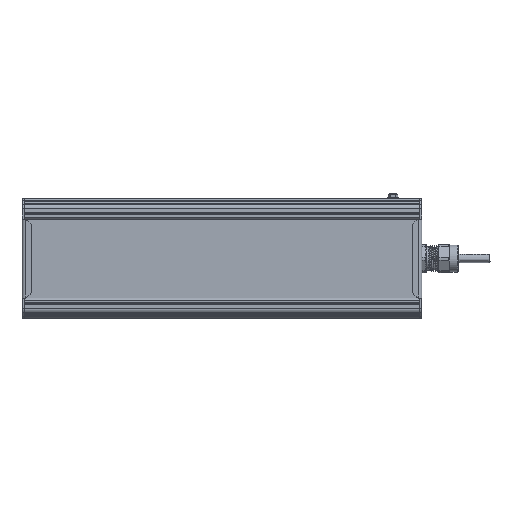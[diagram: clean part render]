
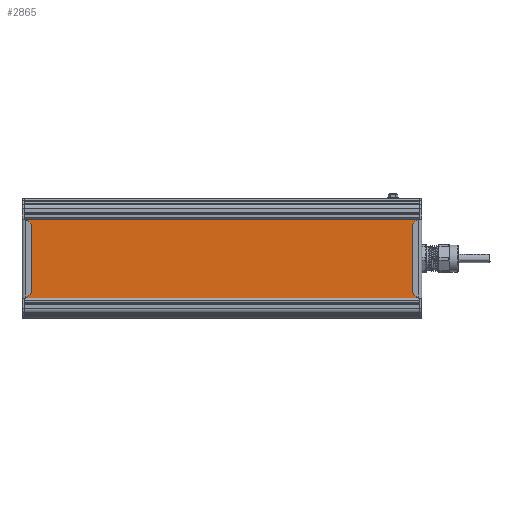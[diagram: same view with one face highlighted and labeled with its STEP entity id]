
A CAD part, front view. The second image highlights one B-rep face of the part: STEP entity #2865.
In plain terms, the highlighted face is planar.
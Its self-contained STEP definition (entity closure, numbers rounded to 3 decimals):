
#2865=ADVANCED_FACE('',(#9284),#9286,.T.);
#9284=FACE_BOUND('',#9285,.T.);
#9285=EDGE_LOOP('',(#31528,#31529,#31530,#31531));
#9286=PLANE('',#9287);
#9287=AXIS2_PLACEMENT_3D('',#9288,#9289,#9290);
#9288=CARTESIAN_POINT('',(120.465,593.492,117.308));
#9289=DIRECTION('',(0.,0.,-1.));
#9290=DIRECTION('',(0.,1.,0.));
#31528=ORIENTED_EDGE('',*,*,#35301,.T.);
#31529=ORIENTED_EDGE('',*,*,#35300,.T.);
#31530=ORIENTED_EDGE('',*,*,#35302,.F.);
#31531=ORIENTED_EDGE('',*,*,#35303,.F.);
#35300=EDGE_CURVE('',#38253,#38258,#38260,.T.);
#35301=EDGE_CURVE('',#38261,#38253,#38262,.T.);
#35302=EDGE_CURVE('',#38263,#38258,#38264,.T.);
#35303=EDGE_CURVE('',#38261,#38263,#38265,.T.);
#38253=VERTEX_POINT('',#48004);
#38258=VERTEX_POINT('',#48013);
#38260=LINE('',#48017,#48018);
#38261=VERTEX_POINT('',#48020);
#38262=LINE('',#48021,#48022);
#38263=VERTEX_POINT('',#48024);
#38264=LINE('',#48025,#48026);
#38265=LINE('',#48028,#48029);
#48004=CARTESIAN_POINT('',(120.465,679.838,117.308));
#48013=CARTESIAN_POINT('',(491.465,679.838,117.308));
#48017=CARTESIAN_POINT('',(120.465,679.838,117.308));
#48018=VECTOR('',#48019,1.);
#48019=DIRECTION('',(1.,0.,0.));
#48020=CARTESIAN_POINT('',(120.465,593.492,117.308));
#48021=CARTESIAN_POINT('',(120.465,593.492,117.308));
#48022=VECTOR('',#48023,1.);
#48023=DIRECTION('',(0.,1.,0.));
#48024=CARTESIAN_POINT('',(491.465,593.492,117.308));
#48025=CARTESIAN_POINT('',(491.465,593.492,117.308));
#48026=VECTOR('',#48027,1.);
#48027=DIRECTION('',(0.,1.,0.));
#48028=CARTESIAN_POINT('',(120.465,593.492,117.308));
#48029=VECTOR('',#48030,1.);
#48030=DIRECTION('',(1.,0.,0.));
